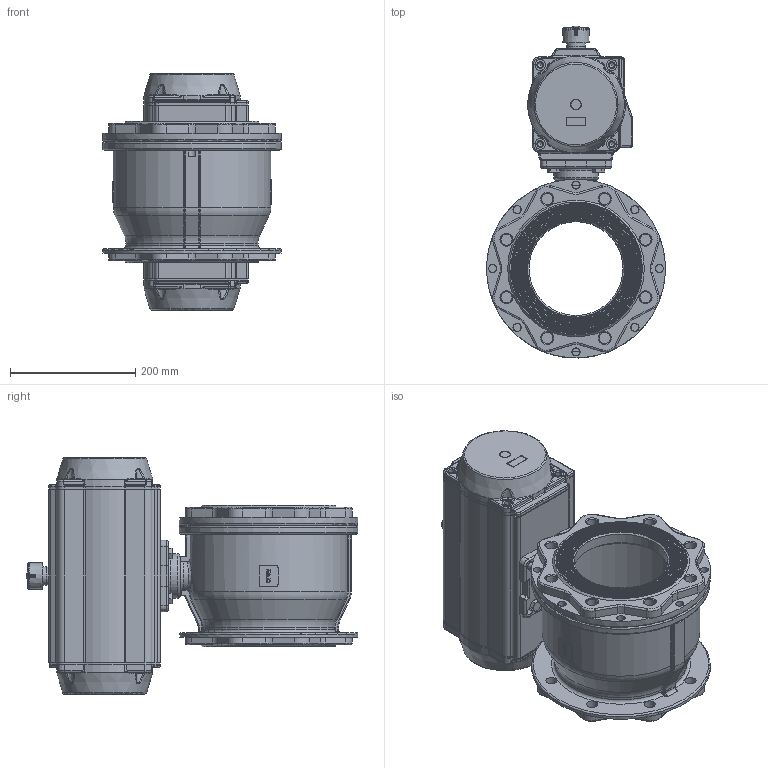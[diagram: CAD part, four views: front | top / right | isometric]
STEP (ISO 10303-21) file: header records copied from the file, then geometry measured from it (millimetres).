
FILE_DESCRIPTION(/* description */ ('Unknown'),/* implementation_level */ '2;1');
FILE_NAME(/* name */ 'PD09 0939-14',/* time_stamp */ '2025-03-19T11:36:06+01:00',/* author */ ('Unknown'),/* organization */ ('Unknown'),/* preprocessor_version */ 'ST-DEVELOPER v19.4',/* originating_system */ 'Solid Edge',/* authorisation */ 'Unknown');
FILE_SCHEMA (('AUTOMOTIVE_DESIGN {1 0 10303 214 3 1 1}'));
Length unit declared in the file: millimetre
Products named in the file (19): PD09 0939-14; 939-14_(8M.460.150); Nut; Stem; Cap; Plate Washer; Body; Nut Stopper; PD09_PE08; VTE140埴詰; vt140-2016-06-25; vt140左端盖（模具厂）_MIR; huosai140; VT140-03-C 陔粣; Optische Anzeige; ______; ________(___________; cup head nib bolts with large head gb_GB_FASTENER_BOLT_CHNBW M6X25-N; DIN 933 M10x25 A2-70 BLK_EDST
Assembly tree (25 placements, depth 4):
  PD09 0939-14
    939-14_(8M.460.150)
      Nut
      Stem
      Cap
      Plate Washer
      Body
      Nut Stopper
    PD09_PE08
      VTE140埴詰
      vt140-2016-06-25
      vt140左端盖（模具厂）_MIR
      huosai140  x2
      VT140-03-C 陔粣
      Optische Anzeige
        ______
        ________(___________  x4
        cup head nib bolts with large head gb_GB_FASTENER_BOLT_CHNBW M6X25-N
    DIN 933 M10x25 A2-70 BLK_EDST  x4
Bounding box: 285 x 529.5 x 377 mm (x, y, z)
Volume: 8229132.1 mm3; surface area: 1485420.3 mm2
Topology: 22 solids, 22 shells, 3493 faces, 8666 edges, 5360 vertices
Faces by surface type: plane 1167, cylinder 970, bspline 700, torus 363, cone 275, sphere 18
Full cylindrical faces by diameter (mm): 3 x16, 3.3 x8, 4.134 x8, 4.66 x1, 5 x1, 6 x1, 6.2 x1, 8 x1, 8.376 x12, 10 x4, 10.106 x6, 11.445 x2, 12.5 x8, 13 x8, 17 x8, 17.5 x2, 17.8 x16, 22.8 x1, 24.9 x1, 26 x3, 26.4 x1, 27 x4, 27.2 x1, 27.5 x1, 28.1 x1, 30 x5, 34 x1, 35 x1, 36 x1, 38.5 x1
Entity records: 147531 total; most frequent: CARTESIAN_POINT 84029, ORIENTED_EDGE 13702, DIRECTION 11513, EDGE_CURVE 6851, VERTEX_POINT 4424, AXIS2_PLACEMENT_3D 4355, FACE_BOUND 3497, EDGE_LOOP 3475
